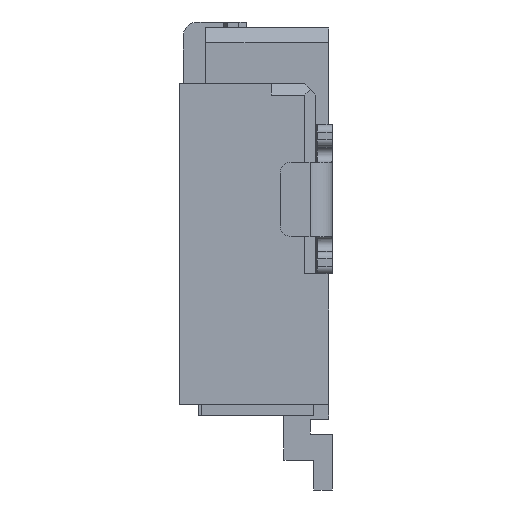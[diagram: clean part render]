
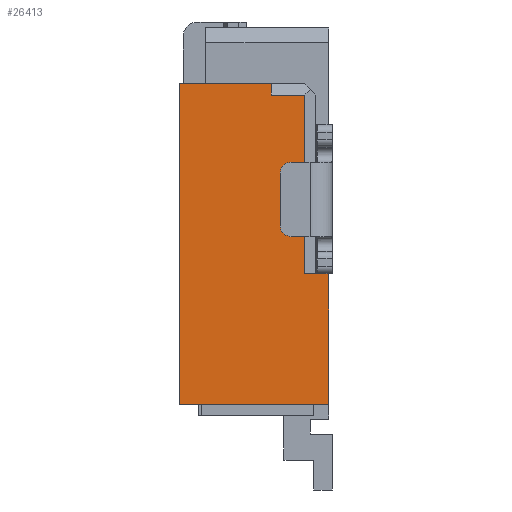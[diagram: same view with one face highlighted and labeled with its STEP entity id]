
A CAD part, left-side view. The second image highlights one B-rep face of the part: STEP entity #26413.
In plain terms, the highlighted planar face has unit normal (-1, 0, 0).
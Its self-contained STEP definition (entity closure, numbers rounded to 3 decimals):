
#4=DIRECTION('',(0.,-1.,0.));
#5=VECTOR('',#4,0.15);
#6=CARTESIAN_POINT('',(-10.4,-0.552,-3.38));
#7=LINE('',#6,#5);
#12=DIRECTION('',(0.,0.,-1.));
#13=VECTOR('',#12,1.75);
#14=CARTESIAN_POINT('',(-10.4,-0.702,-3.38));
#15=LINE('',#14,#13);
#19=DIRECTION('',(0.,1.,0.));
#20=VECTOR('',#19,2.);
#21=CARTESIAN_POINT('',(-10.4,-0.702,-5.13));
#22=LINE('',#21,#20);
#26=DIRECTION('',(0.,0.,1.));
#27=VECTOR('',#26,4.3);
#28=CARTESIAN_POINT('',(-10.4,1.298,-5.13));
#29=LINE('',#28,#27);
#33=DIRECTION('',(0.,-1.,0.));
#34=VECTOR('',#33,1.23);
#35=CARTESIAN_POINT('',(-10.4,1.298,-0.83));
#36=LINE('',#35,#34);
#40=DIRECTION('',(0.,0.,1.));
#41=VECTOR('',#40,0.15);
#42=CARTESIAN_POINT('',(-10.4,0.068,-0.98));
#43=LINE('',#42,#41);
#47=DIRECTION('',(0.,1.,0.));
#48=VECTOR('',#47,0.45);
#49=CARTESIAN_POINT('',(-10.4,-0.382,-0.98));
#50=LINE('',#49,#48);
#54=DIRECTION('',(0.,0.,1.));
#55=VECTOR('',#54,2.4);
#56=CARTESIAN_POINT('',(-10.4,-0.382,-3.38));
#57=LINE('',#56,#55);
#61=DIRECTION('',(0.,-1.,0.));
#62=VECTOR('',#61,0.17);
#63=CARTESIAN_POINT('',(-10.4,-0.382,-3.38));
#64=LINE('',#63,#62);
#22262=CARTESIAN_POINT('',(-10.4,-0.702,-5.13));
#22263=CARTESIAN_POINT('',(-10.4,1.298,-5.13));
#22264=VERTEX_POINT('',#22262);
#22265=VERTEX_POINT('',#22263);
#22266=CARTESIAN_POINT('',(-10.4,1.298,-0.83));
#22267=VERTEX_POINT('',#22266);
#22362=CARTESIAN_POINT('',(-10.4,-0.382,-3.38));
#22363=VERTEX_POINT('',#22362);
#22434=CARTESIAN_POINT('',(-10.4,0.068,-0.98));
#22435=CARTESIAN_POINT('',(-10.4,0.068,-0.83));
#22436=VERTEX_POINT('',#22434);
#22437=VERTEX_POINT('',#22435);
#22438=CARTESIAN_POINT('',(-10.4,-0.382,-0.98));
#22439=VERTEX_POINT('',#22438);
#22508=CARTESIAN_POINT('',(-10.4,-0.552,-3.38));
#22509=CARTESIAN_POINT('',(-10.4,-0.702,-3.38));
#22510=VERTEX_POINT('',#22508);
#22511=VERTEX_POINT('',#22509);
#26388=CARTESIAN_POINT('',(-10.4,0.,0.));
#26389=DIRECTION('',(1.,0.,0.));
#26390=DIRECTION('',(0.,0.,-1.));
#26391=AXIS2_PLACEMENT_3D('',#26388,#26389,#26390);
#26392=PLANE('',#26391);
#26394=ORIENTED_EDGE('',*,*,#26393,.T.);
#26396=ORIENTED_EDGE('',*,*,#26395,.T.);
#26398=ORIENTED_EDGE('',*,*,#26397,.T.);
#26400=ORIENTED_EDGE('',*,*,#26399,.T.);
#26402=ORIENTED_EDGE('',*,*,#26401,.T.);
#26404=ORIENTED_EDGE('',*,*,#26403,.F.);
#26406=ORIENTED_EDGE('',*,*,#26405,.F.);
#26408=ORIENTED_EDGE('',*,*,#26407,.F.);
#26410=ORIENTED_EDGE('',*,*,#26409,.T.);
#26411=EDGE_LOOP('',(#26394,#26396,#26398,#26400,#26402,#26404,#26406,#26408,
#26410));
#26412=FACE_OUTER_BOUND('',#26411,.F.);
#26393=EDGE_CURVE('',#22510,#22511,#7,.T.);
#26395=EDGE_CURVE('',#22511,#22264,#15,.T.);
#26397=EDGE_CURVE('',#22264,#22265,#22,.T.);
#26399=EDGE_CURVE('',#22265,#22267,#29,.T.);
#26401=EDGE_CURVE('',#22267,#22437,#36,.T.);
#26403=EDGE_CURVE('',#22436,#22437,#43,.T.);
#26405=EDGE_CURVE('',#22439,#22436,#50,.T.);
#26407=EDGE_CURVE('',#22363,#22439,#57,.T.);
#26409=EDGE_CURVE('',#22363,#22510,#64,.T.);
#26413=ADVANCED_FACE('',(#26412),#26392,.F.);
